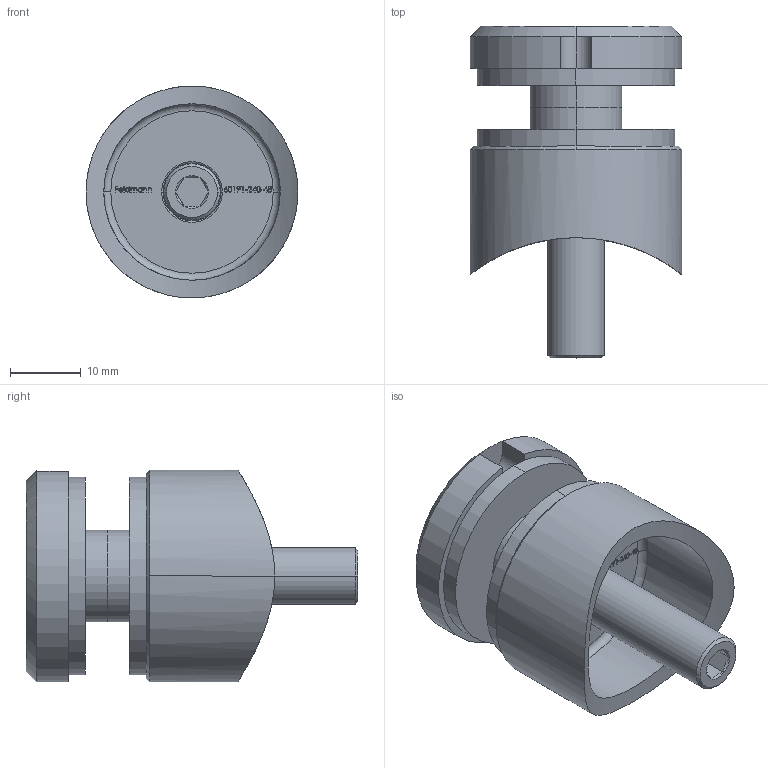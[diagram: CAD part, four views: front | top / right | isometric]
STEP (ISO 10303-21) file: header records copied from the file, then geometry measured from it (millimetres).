
FILE_DESCRIPTION (( 'STEP AP203' ), '1' );
FILE_NAME ('60191-240-48.STEP', '2021-07-12T10:00:46', ( '' ), ( '' ), 'SwSTEP 2.0', 'SolidWorks 2018', '' );
FILE_SCHEMA (( 'CONFIG_CONTROL_DESIGN' ));
Length unit declared in the file: millimetre
Products named in the file (11): 6019X-240 Teil3; 60190-240 Teil1; 60191-240-48; 6019X-240 Teil3_6019X-240 Teil3; 60190-240 Teil2; 60190-240 Teil1_6019X-240 Teil1; DIN913 M8x45_DIN913 M8x45; DIN913 M8x45; 60190-240 Teil2_60191-240-48 Teil2
Assembly tree (6 placements, depth 2):
  6019X-240 Teil3
  60191-240-48
    60190-240 Teil1
  6019X-240 Teil3
  60191-240-48
    60190-240 Teil2_60191-240-48 Teil2
    6019X-240 Teil3_6019X-240 Teil3  x2
    60190-240 Teil1_6019X-240 Teil1
    DIN913 M8x45_DIN913 M8x45
  60190-240 Teil2
Bounding box: 30 x 47 x 30 mm (x, y, z)
Volume: 13676.4 mm3; surface area: 10809.4 mm2
Topology: 5 solids, 5 shells, 340 faces, 847 edges, 559 vertices
Faces by surface type: plane 170, bspline 107, cylinder 35, cone 20, torus 8
Entity records: 17190 total; most frequent: CARTESIAN_POINT 9006, ORIENTED_EDGE 1634, DIRECTION 1143, EDGE_CURVE 817, VERTEX_POINT 537, VECTOR 505, LINE 505, EDGE_LOOP 368
